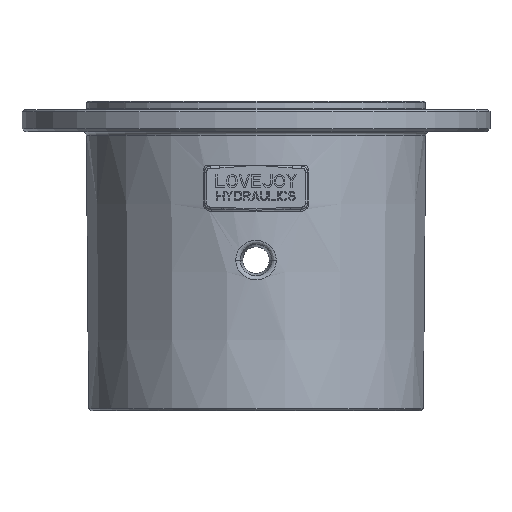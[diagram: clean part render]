
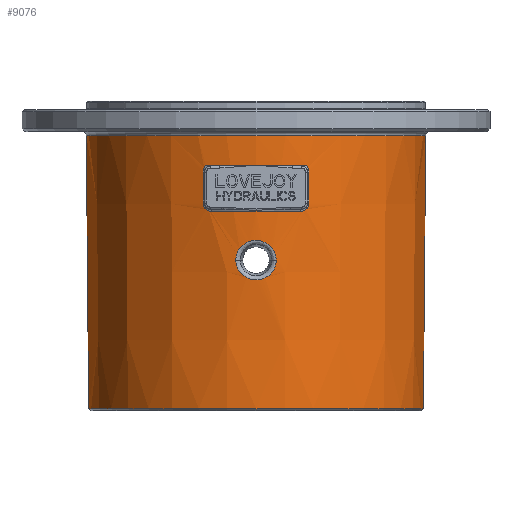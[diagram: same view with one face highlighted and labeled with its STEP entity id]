
A CAD part, left-side view. The second image highlights one B-rep face of the part: STEP entity #9076.
In plain terms, the highlighted conical face has half-angle 0.5 degrees and reference radius 62.285 mm.
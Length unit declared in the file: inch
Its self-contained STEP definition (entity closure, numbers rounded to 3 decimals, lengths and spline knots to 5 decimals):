
#126=CARTESIAN_POINT('',(-2.43605,-0.29356,
-2.37045));
#127=CARTESIAN_POINT('',(-2.43585,-0.29355,
-2.39345));
#128=CARTESIAN_POINT('',(-2.43612,-0.28813,
-2.43823));
#129=CARTESIAN_POINT('',(-2.4384,-0.26335,
-2.50387));
#130=CARTESIAN_POINT('',(-2.44196,-0.22337,
-2.5615));
#131=CARTESIAN_POINT('',(-2.44593,-0.17002,
-2.60862));
#132=CARTESIAN_POINT('',(-2.44931,-0.10642,
-2.64181));
#133=CARTESIAN_POINT('',(-2.45124,-0.03652,
-2.65897));
#134=CARTESIAN_POINT('',(-2.45125,0.03554,
-2.65911));
#135=CARTESIAN_POINT('',(-2.44933,0.10585,
-2.64205));
#136=CARTESIAN_POINT('',(-2.44596,0.16965,
-2.60888));
#137=CARTESIAN_POINT('',(-2.44198,0.22323,
-2.5617));
#138=CARTESIAN_POINT('',(-2.4384,0.26334,
-2.50389));
#139=CARTESIAN_POINT('',(-2.43612,0.28812,
-2.43828));
#140=CARTESIAN_POINT('',(-2.43585,0.29355,
-2.39346));
#141=CARTESIAN_POINT('',(-2.43605,0.29356,
-2.37045));
#143=CARTESIAN_POINT('',(-2.43605,0.29356,
-2.37045));
#144=CARTESIAN_POINT('',(-2.43626,0.29357,
-2.34742));
#145=CARTESIAN_POINT('',(-2.43731,0.28816,
-2.30259));
#146=CARTESIAN_POINT('',(-2.44075,0.26333,
-2.23685));
#147=CARTESIAN_POINT('',(-2.44532,0.22328,
-2.17914));
#148=CARTESIAN_POINT('',(-2.45011,0.16986,
-2.13203));
#149=CARTESIAN_POINT('',(-2.45406,0.10627,
-2.09888));
#150=CARTESIAN_POINT('',(-2.45627,0.03642,
-2.08177));
#151=CARTESIAN_POINT('',(-2.45629,-0.03549,
-2.08164));
#152=CARTESIAN_POINT('',(-2.45408,-0.10573,
-2.09866));
#153=CARTESIAN_POINT('',(-2.45014,-0.16952,
-2.13178));
#154=CARTESIAN_POINT('',(-2.44534,-0.22316,
-2.17897));
#155=CARTESIAN_POINT('',(-2.44075,-0.26334,
-2.23684));
#156=CARTESIAN_POINT('',(-2.43731,-0.28815,
-2.30258));
#157=CARTESIAN_POINT('',(-2.43626,-0.29356,
-2.34742));
#158=CARTESIAN_POINT('',(-2.43605,-0.29356,
-2.37045));
#160=CARTESIAN_POINT('',(-2.34129,-0.77062,
-1.08974));
#161=CARTESIAN_POINT('',(-2.34137,-0.77062,
-1.08125));
#162=CARTESIAN_POINT('',(-2.3421,-0.76888,
-1.06467));
#163=CARTESIAN_POINT('',(-2.34484,-0.76118,
-1.04057));
#164=CARTESIAN_POINT('',(-2.34913,-0.7485,
-1.0184));
#165=CARTESIAN_POINT('',(-2.3528,-0.73721,
-1.00579));
#166=CARTESIAN_POINT('',(-2.35485,-0.73077,
-1.));
#168=CARTESIAN_POINT('',(-2.35485,0.73078,
-1.));
#169=CARTESIAN_POINT('',(-2.35279,0.73724,
-1.0058));
#170=CARTESIAN_POINT('',(-2.34911,0.74855,
-1.01846));
#171=CARTESIAN_POINT('',(-2.34481,0.76125,-1.0407));
#172=CARTESIAN_POINT('',(-2.34208,0.76892,
-1.06488));
#173=CARTESIAN_POINT('',(-2.34137,0.77062,
-1.08134));
#174=CARTESIAN_POINT('',(-2.34129,0.77062,
-1.08974));
#176=DIRECTION('',(0.009,0.,-1.));
#177=VECTOR('',#176,0.45002);
#178=CARTESIAN_POINT('',(-2.34129,0.77062,
-1.08974));
#179=LINE('',#178,#177);
#180=CARTESIAN_POINT('',(-2.33716,0.77061,
-1.53974));
#181=CARTESIAN_POINT('',(-2.33706,0.77061,
-1.55019));
#182=CARTESIAN_POINT('',(-2.33774,0.768,
-1.57038));
#183=CARTESIAN_POINT('',(-2.34125,0.75644,
-1.59944));
#184=CARTESIAN_POINT('',(-2.34701,0.7377,
-1.62467));
#185=CARTESIAN_POINT('',(-2.3545,0.71292,
-1.64438));
#186=CARTESIAN_POINT('',(-2.36316,0.68332,
-1.65694));
#187=CARTESIAN_POINT('',(-2.36894,0.66275,
-1.65974));
#188=CARTESIAN_POINT('',(-2.37189,0.65205,
-1.65974));
#190=CARTESIAN_POINT('',(-2.37189,-0.65205,
-1.65974));
#191=CARTESIAN_POINT('',(-2.36891,-0.66287,
-1.65974));
#192=CARTESIAN_POINT('',(-2.36308,-0.68362,
-1.65686));
#193=CARTESIAN_POINT('',(-2.35444,-0.71313,
-1.64426));
#194=CARTESIAN_POINT('',(-2.34695,-0.73792,
-1.62446));
#195=CARTESIAN_POINT('',(-2.34122,-0.75657,
-1.59922));
#196=CARTESIAN_POINT('',(-2.33772,-0.76809,
-1.57003));
#197=CARTESIAN_POINT('',(-2.33707,-0.77061,
-1.55004));
#198=CARTESIAN_POINT('',(-2.33716,-0.77061,
-1.53974));
#200=DIRECTION('',(-0.009,0.,1.));
#201=VECTOR('',#200,0.45002);
#202=CARTESIAN_POINT('',(-2.33716,-0.77061,
-1.53974));
#203=LINE('',#202,#201);
#204=CARTESIAN_POINT('',(0.,0.,-4.52974));
#205=DIRECTION('',(0.,0.,1.));
#206=DIRECTION('',(0.,1.,0.));
#207=AXIS2_PLACEMENT_3D('',#204,#205,#206);
#209=CARTESIAN_POINT('',(0.,0.,-0.55948));
#210=DIRECTION('',(0.,0.,1.));
#211=DIRECTION('',(0.,1.,0.));
#212=AXIS2_PLACEMENT_3D('',#209,#210,#211);
#707=DIRECTION('',(0.,-0.009,1.));
#708=VECTOR('',#707,3.97041);
#709=CARTESIAN_POINT('',(0.,-2.43483,-4.52974));
#710=LINE('',#709,#708);
#716=DIRECTION('',(0.,-0.009,-1.));
#717=VECTOR('',#716,3.97041);
#718=CARTESIAN_POINT('',(0.,2.46948,-0.55948));
#719=LINE('',#718,#717);
#2363=CARTESIAN_POINT('',(0.,0.,-1.));
#2364=DIRECTION('',(0.,0.,1.));
#2365=DIRECTION('',(-0.955,0.296,0.));
#2366=AXIS2_PLACEMENT_3D('',#2363,#2364,#2365);
#6959=CARTESIAN_POINT('',(0.,0.,-1.65974));
#6960=DIRECTION('',(0.,0.,-1.));
#6961=DIRECTION('',(-0.964,-0.265,0.));
#6962=AXIS2_PLACEMENT_3D('',#6959,#6960,#6961);
#7108=VERTEX_POINT('',#126);
#7109=VERTEX_POINT('',#141);
#7116=VERTEX_POINT('',#190);
#7117=VERTEX_POINT('',#198);
#7120=CARTESIAN_POINT('',(-2.34129,-0.77062,
-1.08974));
#7121=VERTEX_POINT('',#7120);
#7123=VERTEX_POINT('',#180);
#7124=VERTEX_POINT('',#188);
#7127=CARTESIAN_POINT('',(-2.34129,0.77062,
-1.08974));
#7128=VERTEX_POINT('',#7127);
#8629=CARTESIAN_POINT('',(0.,2.46948,-0.55948));
#8631=VERTEX_POINT('',#8629);
#8633=CARTESIAN_POINT('',(0.,-2.46948,-0.55948));
#8635=VERTEX_POINT('',#8633);
#8696=CARTESIAN_POINT('',(0.,2.43483,-4.52974));
#8697=CARTESIAN_POINT('',(0.,-2.43483,-4.52974));
#8698=VERTEX_POINT('',#8696);
#8699=VERTEX_POINT('',#8697);
#8708=CARTESIAN_POINT('',(-2.35485,0.73078,
-1.));
#8709=CARTESIAN_POINT('',(-2.35485,-0.73077,
-1.));
#8710=VERTEX_POINT('',#8708);
#8711=VERTEX_POINT('',#8709);
#9038=CARTESIAN_POINT('',(0.,0.,-2.54461));
#9039=DIRECTION('',(0.,0.,1.));
#9040=DIRECTION('',(0.,1.,0.));
#9041=AXIS2_PLACEMENT_3D('',#9038,#9039,#9040);
#9042=CONICAL_SURFACE('',#9041,2.45216,0.5);
#9044=ORIENTED_EDGE('',*,*,#9043,.F.);
#9046=ORIENTED_EDGE('',*,*,#9045,.F.);
#9047=ORIENTED_EDGE('',*,*,#9033,.T.);
#9049=ORIENTED_EDGE('',*,*,#9048,.F.);
#9050=EDGE_LOOP('',(#9044,#9046,#9047,#9049));
#9051=FACE_OUTER_BOUND('',#9050,.F.);
#9053=ORIENTED_EDGE('',*,*,#9052,.T.);
#9055=ORIENTED_EDGE('',*,*,#9054,.F.);
#9057=ORIENTED_EDGE('',*,*,#9056,.T.);
#9059=ORIENTED_EDGE('',*,*,#9058,.T.);
#9061=ORIENTED_EDGE('',*,*,#9060,.T.);
#9063=ORIENTED_EDGE('',*,*,#9062,.F.);
#9065=ORIENTED_EDGE('',*,*,#9064,.T.);
#9067=ORIENTED_EDGE('',*,*,#9066,.T.);
#9068=EDGE_LOOP('',(#9053,#9055,#9057,#9059,#9061,#9063,#9065,#9067));
#9069=FACE_BOUND('',#9068,.F.);
#9071=ORIENTED_EDGE('',*,*,#9070,.F.);
#9073=ORIENTED_EDGE('',*,*,#9072,.F.);
#9074=EDGE_LOOP('',(#9071,#9073));
#9075=FACE_BOUND('',#9074,.F.);
#9076=ADVANCED_FACE('',(#9051,#9069,#9075),#9042,.T.);
#142=B_SPLINE_CURVE_WITH_KNOTS('',3,(#126,#127,#128,#129,#130,#131,#132,#133,
#134,#135,#136,#137,#138,#139,#140,#141),.UNSPECIFIED.,.F.,.F.,(4,1,1,1,1,1,1,1,
1,1,1,1,1,4),(0.,0.07692,0.15385,0.23077,
0.30769,0.38462,0.46154,0.53846,
0.61538,0.69231,0.76923,0.84615,
0.92308,1.),.UNSPECIFIED.);
#159=B_SPLINE_CURVE_WITH_KNOTS('',3,(#143,#144,#145,#146,#147,#148,#149,#150,
#151,#152,#153,#154,#155,#156,#157,#158),.UNSPECIFIED.,.F.,.F.,(4,1,1,1,1,1,1,1,
1,1,1,1,1,4),(0.,0.07692,0.15385,0.23077,
0.30769,0.38462,0.46154,0.53846,
0.61538,0.69231,0.76923,0.84615,
0.92308,1.),.UNSPECIFIED.);
#167=B_SPLINE_CURVE_WITH_KNOTS('',3,(#160,#161,#162,#163,#164,#165,#166),
.UNSPECIFIED.,.F.,.F.,(4,1,1,1,4),(0.,0.25,0.5,0.75,1.),
.UNSPECIFIED.);
#175=B_SPLINE_CURVE_WITH_KNOTS('',3,(#168,#169,#170,#171,#172,#173,#174),
.UNSPECIFIED.,.F.,.F.,(4,1,1,1,4),(0.,0.25,0.5,0.75,1.),
.UNSPECIFIED.);
#189=B_SPLINE_CURVE_WITH_KNOTS('',3,(#180,#181,#182,#183,#184,#185,#186,#187,
#188),.UNSPECIFIED.,.F.,.F.,(4,1,1,1,1,1,4),(0.,0.16667,
0.33333,0.5,0.66667,0.83333,1.),
.UNSPECIFIED.);
#199=B_SPLINE_CURVE_WITH_KNOTS('',3,(#190,#191,#192,#193,#194,#195,#196,#197,
#198),.UNSPECIFIED.,.F.,.F.,(4,1,1,1,1,1,4),(0.,0.16667,
0.33333,0.5,0.66667,0.83333,1.),
.UNSPECIFIED.);
#208=CIRCLE('',#207,2.43483);
#213=CIRCLE('',#212,2.46948);
#2367=CIRCLE('',#2366,2.46564);
#6963=CIRCLE('',#6962,2.45988);
#9033=EDGE_CURVE('',#8631,#8635,#213,.T.);
#9043=EDGE_CURVE('',#8698,#8699,#208,.T.);
#9045=EDGE_CURVE('',#8631,#8698,#719,.T.);
#9048=EDGE_CURVE('',#8699,#8635,#710,.T.);
#9052=EDGE_CURVE('',#7121,#8711,#167,.T.);
#9054=EDGE_CURVE('',#8710,#8711,#2367,.T.);
#9056=EDGE_CURVE('',#8710,#7128,#175,.T.);
#9058=EDGE_CURVE('',#7128,#7123,#179,.T.);
#9060=EDGE_CURVE('',#7123,#7124,#189,.T.);
#9062=EDGE_CURVE('',#7116,#7124,#6963,.T.);
#9064=EDGE_CURVE('',#7116,#7117,#199,.T.);
#9066=EDGE_CURVE('',#7117,#7121,#203,.T.);
#9070=EDGE_CURVE('',#7108,#7109,#142,.T.);
#9072=EDGE_CURVE('',#7109,#7108,#159,.T.);
